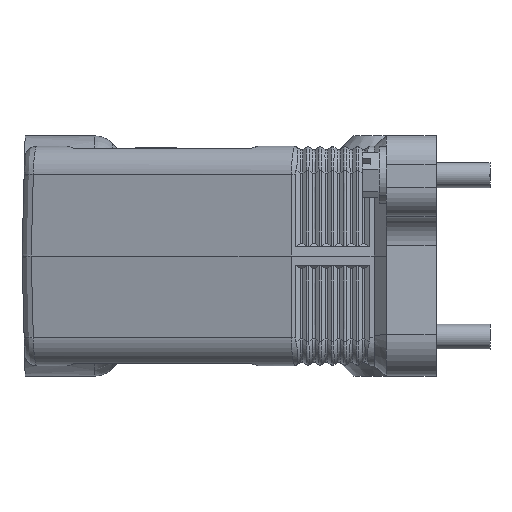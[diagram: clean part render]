
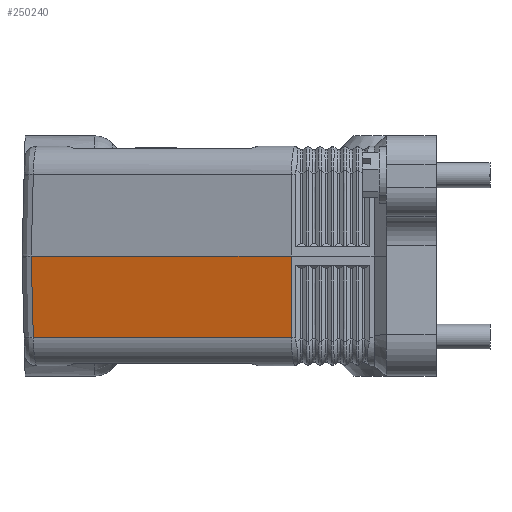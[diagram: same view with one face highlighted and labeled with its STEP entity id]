
A CAD part, left-side view. The second image highlights one B-rep face of the part: STEP entity #250240.
In plain terms, the highlighted planar face has unit normal (-0.966, 0.259, -0.026).
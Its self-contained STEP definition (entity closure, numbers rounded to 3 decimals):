
#203860=CARTESIAN_POINT('',(61.9,31.226,
-45.683));
#203870=VERTEX_POINT('',#203860);
#203900=CARTESIAN_POINT('',(60.704,31.384,0.));
#203910=DIRECTION('',(0.026,-0.003,
-1.));
#203920=VECTOR('',#203910,1.);
#203930=LINE('',#203900,#203920);
#203940=CARTESIAN_POINT('',(61.385,31.294,-26.));
#203950=VERTEX_POINT('',#203940);
#203960=EDGE_CURVE('',#203950,#203870,#203930,.T.);
#222840=CARTESIAN_POINT('',(78.206,94.071,
-26.));
#222850=VERTEX_POINT('',#222840);
#222880=CARTESIAN_POINT('',(78.602,93.556,
-45.683));
#222890=CARTESIAN_POINT('',(78.599,93.559,
-45.562));
#222900=CARTESIAN_POINT('',(78.597,93.562,
-45.44));
#222910=CARTESIAN_POINT('',(78.467,93.731,
-39.001));
#222920=CARTESIAN_POINT('',(78.34,93.896,
-32.683));
#222930=CARTESIAN_POINT('',(78.211,94.065,
-26.243));
#222940=CARTESIAN_POINT('',(78.208,94.068,
-26.122));
#222950=CARTESIAN_POINT('',(78.206,94.071,
-26.));
#222960=B_SPLINE_CURVE_WITH_KNOTS('',3,(#222880,#222890,#222900,#222910,
#222920,#222930,#222940,#222950),.UNSPECIFIED.,.F.,.F.,(4,2,2,4),(0.,
0.365,19.329,19.694),.UNSPECIFIED.);
#222970=CARTESIAN_POINT('',(78.602,93.556,
-45.683));
#222980=VERTEX_POINT('',#222970);
#222990=EDGE_CURVE('',#222980,#222850,#222960,.T.);
#250030=CARTESIAN_POINT('',(82.139,106.118,
-51.991));
#250040=DIRECTION('',(0.966,-0.259,
0.026));
#250050=DIRECTION('',(0.259,0.966,0.));
#250060=AXIS2_PLACEMENT_3D('',#250030,#250040,#250050);
#250070=PLANE('',#250060);
#250080=ORIENTED_EDGE('',*,*,#222990,.F.);
#250090=CARTESIAN_POINT('',(53.,0.,-26.));
#250100=DIRECTION('',(-0.259,-0.966,0.));
#250110=VECTOR('',#250100,1.);
#250120=LINE('',#250090,#250110);
#250130=EDGE_CURVE('',#222850,#203950,#250120,.T.);
#250140=ORIENTED_EDGE('',*,*,#250130,.F.);
#250150=ORIENTED_EDGE('',*,*,#203960,.F.);
#250160=CARTESIAN_POINT('',(81.979,106.161,
-45.683));
#250170=DIRECTION('',(0.259,0.966,0.));
#250180=VECTOR('',#250170,1.);
#250190=LINE('',#250160,#250180);
#250200=EDGE_CURVE('',#203870,#222980,#250190,.T.);
#250210=ORIENTED_EDGE('',*,*,#250200,.F.);
#250220=EDGE_LOOP('',(#250210,#250150,#250140,#250080));
#250230=FACE_OUTER_BOUND('',#250220,.T.);
#250240=ADVANCED_FACE('',(#250230),#250070,.F.);
